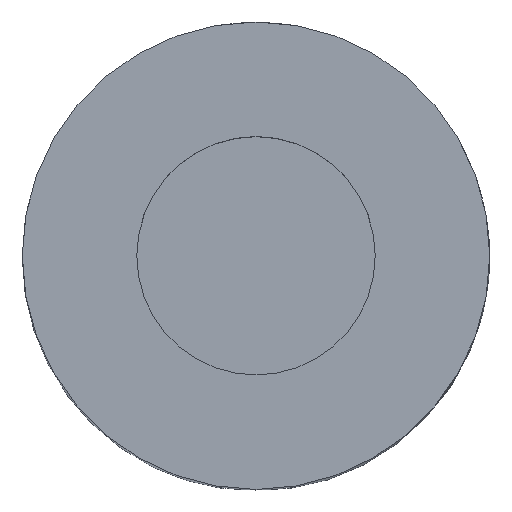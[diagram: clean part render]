
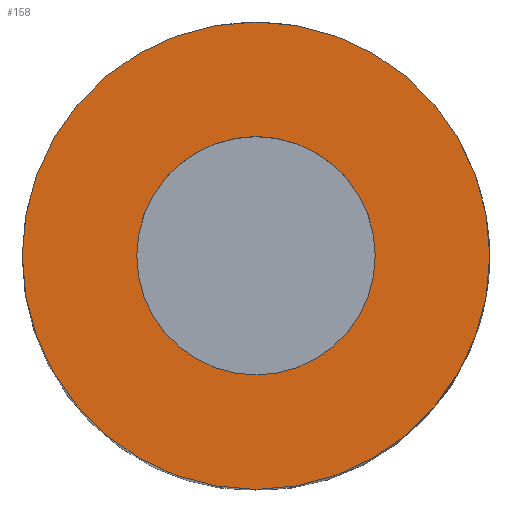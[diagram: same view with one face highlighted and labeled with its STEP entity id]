
A CAD part, top view. The second image highlights one B-rep face of the part: STEP entity #158.
In plain terms, the highlighted planar face has unit normal (0, 0, 1).
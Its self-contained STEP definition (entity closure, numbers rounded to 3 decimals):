
#23=FACE_BOUND('',#37,.T.);
#26=FACE_OUTER_BOUND('',#36,.T.);
#36=EDGE_LOOP('',(#113));
#37=EDGE_LOOP('',(#114));
#48=CIRCLE('',#186,5.);
#49=CIRCLE('',#187,2.55);
#78=VERTEX_POINT('',#255);
#79=VERTEX_POINT('',#257);
#92=EDGE_CURVE('',#78,#78,#48,.T.);
#93=EDGE_CURVE('',#79,#79,#49,.T.);
#113=ORIENTED_EDGE('',*,*,#92,.T.);
#114=ORIENTED_EDGE('',*,*,#93,.F.);
#152=PLANE('',#185);
#158=ADVANCED_FACE('',(#26,#23),#152,.T.);
#185=AXIS2_PLACEMENT_3D('',#254,#210,#211);
#186=AXIS2_PLACEMENT_3D('',#256,#212,#213);
#187=AXIS2_PLACEMENT_3D('',#258,#214,#215);
#210=DIRECTION('center_axis',(0.,0.,1.));
#211=DIRECTION('ref_axis',(0.,-1.,0.));
#212=DIRECTION('center_axis',(0.,0.,1.));
#213=DIRECTION('ref_axis',(1.,0.,0.));
#214=DIRECTION('center_axis',(0.,0.,1.));
#215=DIRECTION('ref_axis',(1.,0.,0.));
#254=CARTESIAN_POINT('Origin',(0.,0.,20.));
#255=CARTESIAN_POINT('',(-5.,0.,20.));
#256=CARTESIAN_POINT('Origin',(0.,0.,20.));
#257=CARTESIAN_POINT('',(-2.55,0.,20.));
#258=CARTESIAN_POINT('Origin',(0.,0.,20.));
